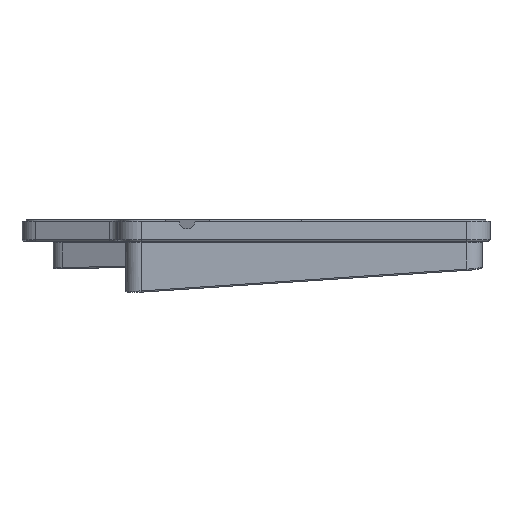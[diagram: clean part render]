
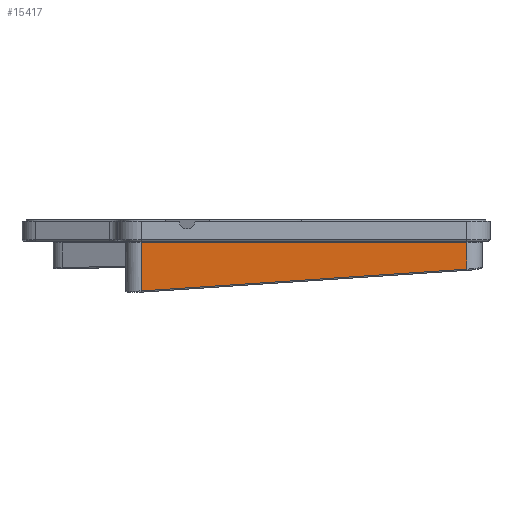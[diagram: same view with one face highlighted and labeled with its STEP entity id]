
A CAD part, front view. The second image highlights one B-rep face of the part: STEP entity #15417.
In plain terms, the highlighted planar face has unit normal (0, -1, 0).
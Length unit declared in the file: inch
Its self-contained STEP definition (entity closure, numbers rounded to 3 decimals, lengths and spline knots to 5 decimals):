
#1369 = AXIS2_PLACEMENT_3D ( 'NONE', #8870, #8877, #8878 ) ;
#4233 = VECTOR ( 'NONE', #6243, 39.37008 ) ;
#4234 = VECTOR ( 'NONE', #6240, 39.37008 ) ;
#4247 = VECTOR ( 'NONE', #6230, 39.37008 ) ;
#4296 = VECTOR ( 'NONE', #6176, 39.37008 ) ;
#6165 = CARTESIAN_POINT ( 'NONE',  ( 2.82, -4.5135, -0.91732 ) ) ;
#6170 = LINE ( 'NONE', #6165, #4296 ) ;
#6176 = DIRECTION ( 'NONE',  ( 0., 0., 1. ) ) ;
#6228 = LINE ( 'NONE', #6229, #4247 ) ;
#6229 = CARTESIAN_POINT ( 'NONE',  ( -2.445, -4.5135, -0.91732 ) ) ;
#6230 = DIRECTION ( 'NONE',  ( 0., 0., 1. ) ) ;
#6238 = LINE ( 'NONE', #6239, #4234 ) ;
#6239 = CARTESIAN_POINT ( 'NONE',  ( 2.82, -4.5135, -0.34232 ) ) ;
#6240 = DIRECTION ( 'NONE',  ( 1., 0., 0. ) ) ;
#6241 = LINE ( 'NONE', #6242, #4233 ) ;
#6242 = CARTESIAN_POINT ( 'NONE',  ( 2.8102, -4.5135, -0.77079 ) ) ;
#6243 = DIRECTION ( 'NONE',  ( -0.998, 0., -0.067 ) ) ;
#7138 = ORIENTED_EDGE ( 'NONE', *, *, #16320, .T. ) ;
#7139 = ORIENTED_EDGE ( 'NONE', *, *, #16340, .F. ) ;
#7140 = ORIENTED_EDGE ( 'NONE', *, *, #16337, .F. ) ;
#7141 = ORIENTED_EDGE ( 'NONE', *, *, #16341, .F. ) ;
#8870 = CARTESIAN_POINT ( 'NONE',  ( 2.82, -4.5135, -0.91732 ) ) ;
#8873 = FACE_OUTER_BOUND ( 'NONE', #10628, .T. ) ;
#8874 = PLANE ( 'NONE',  #1369 ) ;
#8877 = DIRECTION ( 'NONE',  ( 0., -1., 0. ) ) ;
#8878 = DIRECTION ( 'NONE',  ( 0., 0., 1. ) ) ;
#10628 = EDGE_LOOP ( 'NONE', ( #7138, #7139, #7140, #7141 ) ) ;
#10835 = VERTEX_POINT ( 'NONE', #12301 ) ;
#10843 = VERTEX_POINT ( 'NONE', #12309 ) ;
#10859 = VERTEX_POINT ( 'NONE', #12325 ) ;
#10862 = VERTEX_POINT ( 'NONE', #12328 ) ;
#12301 = CARTESIAN_POINT ( 'NONE',  ( 2.82, -4.5135, -0.77014 ) ) ;
#12309 = CARTESIAN_POINT ( 'NONE',  ( -2.445, -4.5135, -0.34232 ) ) ;
#12325 = CARTESIAN_POINT ( 'NONE',  ( 2.82, -4.5135, -0.34232 ) ) ;
#12328 = CARTESIAN_POINT ( 'NONE',  ( -2.445, -4.5135, -1.12215 ) ) ;
#15417 = ADVANCED_FACE ( 'NONE', ( #8873 ), #8874, .T. ) ;
#16320 = EDGE_CURVE ( 'NONE', #10835, #10859, #6170, .T. ) ;
#16337 = EDGE_CURVE ( 'NONE', #10862, #10843, #6228, .T. ) ;
#16340 = EDGE_CURVE ( 'NONE', #10843, #10859, #6238, .T. ) ;
#16341 = EDGE_CURVE ( 'NONE', #10835, #10862, #6241, .T. ) ;
